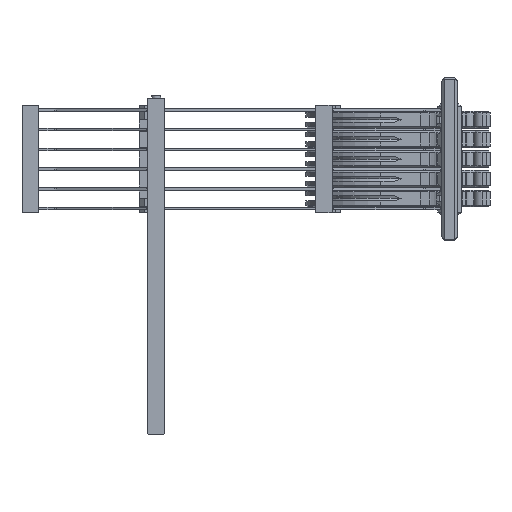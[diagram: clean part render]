
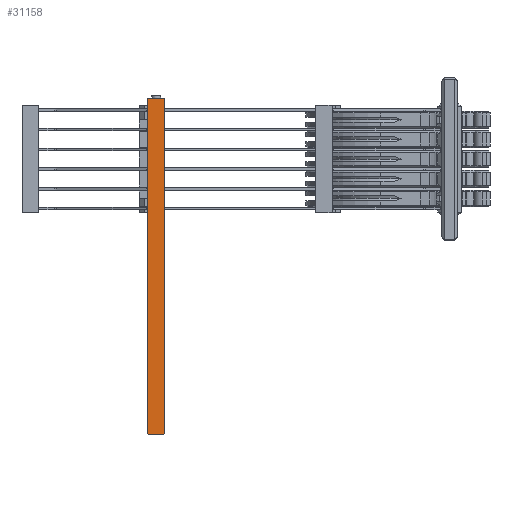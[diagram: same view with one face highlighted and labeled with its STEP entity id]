
A CAD part, front view. The second image highlights one B-rep face of the part: STEP entity #31158.
In plain terms, the highlighted face is planar.
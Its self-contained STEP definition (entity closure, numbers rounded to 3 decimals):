
#3526=FACE_OUTER_BOUND('',#5338,.T.);
#5338=EDGE_LOOP('',(#26747,#26748,#26749,#26750,#26751,#26752));
#8489=LINE('',#50778,#11928);
#8587=LINE('',#50984,#12026);
#8607=LINE('',#51023,#12046);
#8611=LINE('',#51032,#12050);
#8612=LINE('',#51033,#12051);
#8613=LINE('',#51034,#12052);
#11928=VECTOR('',#39519,10.);
#12026=VECTOR('',#39625,10.);
#12046=VECTOR('',#39649,10.);
#12050=VECTOR('',#39657,10.);
#12051=VECTOR('',#39658,10.);
#12052=VECTOR('',#39659,10.);
#14820=VERTEX_POINT('',#50775);
#14821=VERTEX_POINT('',#50777);
#14916=VERTEX_POINT('',#50981);
#14917=VERTEX_POINT('',#50983);
#14934=VERTEX_POINT('',#51021);
#14937=VERTEX_POINT('',#51031);
#18861=EDGE_CURVE('',#14820,#14821,#8489,.T.);
#18961=EDGE_CURVE('',#14916,#14917,#8587,.T.);
#18981=EDGE_CURVE('',#14934,#14820,#8607,.T.);
#18985=EDGE_CURVE('',#14937,#14934,#8611,.T.);
#18986=EDGE_CURVE('',#14917,#14937,#8612,.T.);
#18987=EDGE_CURVE('',#14821,#14916,#8613,.T.);
#26747=ORIENTED_EDGE('',*,*,#18981,.F.);
#26748=ORIENTED_EDGE('',*,*,#18985,.F.);
#26749=ORIENTED_EDGE('',*,*,#18986,.F.);
#26750=ORIENTED_EDGE('',*,*,#18961,.F.);
#26751=ORIENTED_EDGE('',*,*,#18987,.F.);
#26752=ORIENTED_EDGE('',*,*,#18861,.F.);
#29602=PLANE('',#33235);
#31158=ADVANCED_FACE('',(#3526),#29602,.T.);
#33235=AXIS2_PLACEMENT_3D('',#51030,#39655,#39656);
#39519=DIRECTION('',(0.,0.,-1.));
#39625=DIRECTION('',(0.,0.,1.));
#39649=DIRECTION('',(-0.707,0.,-0.707));
#39655=DIRECTION('center_axis',(0.,1.,0.));
#39656=DIRECTION('ref_axis',(0.,0.,-1.));
#39657=DIRECTION('',(-1.,0.,0.));
#39658=DIRECTION('',(-0.707,0.,0.707));
#39659=DIRECTION('',(1.,0.,0.));
#50775=CARTESIAN_POINT('',(-55.,119.,133.775));
#50777=CARTESIAN_POINT('',(-55.,119.,-66.1));
#50778=CARTESIAN_POINT('',(-55.,119.,-62.1));
#50981=CARTESIAN_POINT('',(-45.,119.,-66.1));
#50983=CARTESIAN_POINT('',(-45.,119.,133.775));
#50984=CARTESIAN_POINT('',(-45.,119.,-62.1));
#51021=CARTESIAN_POINT('',(-54.5,119.,134.275));
#51023=CARTESIAN_POINT('',(-52.25,119.,136.525));
#51030=CARTESIAN_POINT('Origin',(-45.,119.,134.275));
#51031=CARTESIAN_POINT('',(-45.5,119.,134.275));
#51032=CARTESIAN_POINT('',(-45.,119.,134.275));
#51033=CARTESIAN_POINT('',(-45.25,119.,134.025));
#51034=CARTESIAN_POINT('',(-55.,119.,-66.1));
